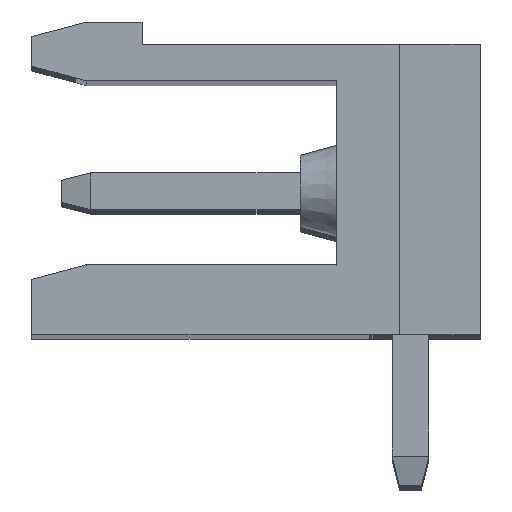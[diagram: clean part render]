
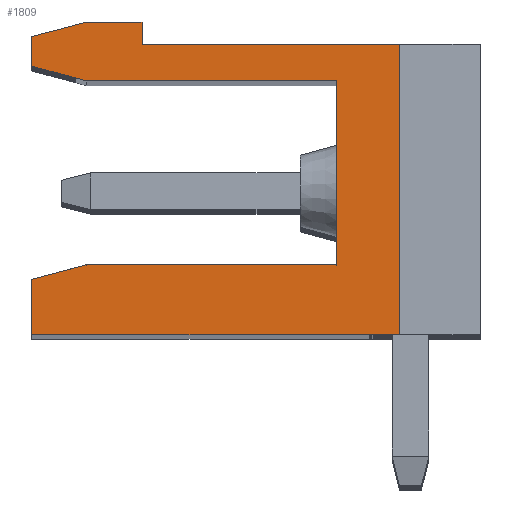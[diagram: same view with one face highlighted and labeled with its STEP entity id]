
A CAD part, top view. The second image highlights one B-rep face of the part: STEP entity #1809.
In plain terms, the highlighted planar face has unit normal (0, 0, 1).
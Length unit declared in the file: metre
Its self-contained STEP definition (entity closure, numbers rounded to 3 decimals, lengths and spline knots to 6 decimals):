
#1809=ADVANCED_FACE('',(#3935),#3936,.F.);
#3935=FACE_OUTER_BOUND('',#6388,.T.);
#3936=PLANE('',#6389);
#6388=EDGE_LOOP('',(#11631,#11632,#11633,#11634,#11635,#11636,#11637,#11638,#11639,#11640,#11641,#11642,#11643));
#6389=AXIS2_PLACEMENT_3D('',#11644,#11645,#11646);
#11631=ORIENTED_EDGE('',*,*,#16296,.T.);
#11632=ORIENTED_EDGE('',*,*,#16298,.T.);
#11633=ORIENTED_EDGE('',*,*,#16299,.T.);
#11634=ORIENTED_EDGE('',*,*,#16300,.T.);
#11635=ORIENTED_EDGE('',*,*,#16301,.T.);
#11636=ORIENTED_EDGE('',*,*,#16302,.T.);
#11637=ORIENTED_EDGE('',*,*,#16303,.T.);
#11638=ORIENTED_EDGE('',*,*,#16304,.F.);
#11639=ORIENTED_EDGE('',*,*,#16305,.F.);
#11640=ORIENTED_EDGE('',*,*,#16306,.F.);
#11641=ORIENTED_EDGE('',*,*,#16307,.F.);
#11642=ORIENTED_EDGE('',*,*,#16308,.F.);
#11643=ORIENTED_EDGE('',*,*,#16309,.T.);
#11644=CARTESIAN_POINT('',(-0.0037,0.0069,0.84324));
#11645=DIRECTION('',(0.0,0.0,-1.0));
#11646=DIRECTION('',(0.0,-1.0,0.0));
#16296=EDGE_CURVE('',#19923,#19998,#20000,.T.);
#16298=EDGE_CURVE('',#19998,#20002,#20003,.T.);
#16299=EDGE_CURVE('',#20002,#20004,#20005,.T.);
#16300=EDGE_CURVE('',#20004,#20006,#20007,.T.);
#16301=EDGE_CURVE('',#20006,#20008,#20009,.T.);
#16302=EDGE_CURVE('',#20008,#20010,#20011,.T.);
#16303=EDGE_CURVE('',#20010,#20012,#20013,.T.);
#16304=EDGE_CURVE('',#20014,#20012,#20015,.T.);
#16305=EDGE_CURVE('',#20016,#20014,#20017,.T.);
#16306=EDGE_CURVE('',#20018,#20016,#20019,.T.);
#16307=EDGE_CURVE('',#20020,#20018,#20021,.T.);
#16308=EDGE_CURVE('',#20022,#20020,#20023,.T.);
#16309=EDGE_CURVE('',#20022,#19923,#20024,.T.);
#19923=VERTEX_POINT('',#25274);
#19998=VERTEX_POINT('',#25391);
#20000=LINE('',#25394,#25395);
#20002=VERTEX_POINT('',#25397);
#20003=LINE('',#25398,#25399);
#20004=VERTEX_POINT('',#25400);
#20005=LINE('',#25401,#25402);
#20006=VERTEX_POINT('',#25403);
#20007=LINE('',#25404,#25405);
#20008=VERTEX_POINT('',#25406);
#20009=LINE('',#25407,#25408);
#20010=VERTEX_POINT('',#25409);
#20011=LINE('',#25410,#25411);
#20012=VERTEX_POINT('',#25412);
#20013=LINE('',#25413,#25414);
#20014=VERTEX_POINT('',#25415);
#20015=LINE('',#25416,#25417);
#20016=VERTEX_POINT('',#25418);
#20017=LINE('',#25419,#25420);
#20018=VERTEX_POINT('',#25421);
#20019=LINE('',#25422,#25423);
#20020=VERTEX_POINT('',#25424);
#20021=LINE('',#25425,#25426);
#20022=VERTEX_POINT('',#25427);
#20023=LINE('',#25428,#25429);
#20024=LINE('',#25430,#25431);
#25274=CARTESIAN_POINT('',(-0.012,0.,0.84324));
#25391=CARTESIAN_POINT('',(-0.002,0.,0.84324));
#25394=CARTESIAN_POINT('',(-0.012,0.,0.84324));
#25395=VECTOR('',#28535,1.0);
#25397=CARTESIAN_POINT('',(-0.002,0.0079,0.84324));
#25398=CARTESIAN_POINT('',(-0.002,0.0079,0.84324));
#25399=VECTOR('',#28536,1.0);
#25400=CARTESIAN_POINT('',(-0.009,0.0079,0.84324));
#25401=CARTESIAN_POINT('',(-0.0022,0.0079,0.84324));
#25402=VECTOR('',#28537,1.0);
#25403=CARTESIAN_POINT('',(-0.009,0.0085,0.84324));
#25404=CARTESIAN_POINT('',(-0.009,0.0081,0.84324));
#25405=VECTOR('',#28538,1.0);
#25406=CARTESIAN_POINT('',(-0.010507,0.0085,0.84324));
#25407=CARTESIAN_POINT('',(-0.009,0.0085,0.84324));
#25408=VECTOR('',#28539,1.0);
#25409=CARTESIAN_POINT('',(-0.012,0.0081,0.84324));
#25410=CARTESIAN_POINT('',(-0.010507,0.0085,0.84324));
#25411=VECTOR('',#28540,1.0);
#25412=CARTESIAN_POINT('',(-0.012,0.0073,0.84324));
#25413=CARTESIAN_POINT('',(-0.012,0.0082,0.84324));
#25414=VECTOR('',#28541,1.0);
#25415=CARTESIAN_POINT('',(-0.010507,0.0069,0.84324));
#25416=CARTESIAN_POINT('',(-0.012,0.0073,0.84324));
#25417=VECTOR('',#28542,1.0);
#25418=CARTESIAN_POINT('',(-0.0037,0.0069,0.84324));
#25419=CARTESIAN_POINT('',(-0.010507,0.0069,0.84324));
#25420=VECTOR('',#28543,1.0);
#25421=CARTESIAN_POINT('',(-0.0037,0.0019,0.84324));
#25422=CARTESIAN_POINT('',(-0.0037,0.0069,0.84324));
#25423=VECTOR('',#28544,1.0);
#25424=CARTESIAN_POINT('',(-0.0105,0.0019,0.84324));
#25425=CARTESIAN_POINT('',(-0.0037,0.0019,0.84324));
#25426=VECTOR('',#28545,1.0);
#25427=CARTESIAN_POINT('',(-0.012,0.001498,0.84324));
#25428=CARTESIAN_POINT('',(-0.0105,0.0019,0.84324));
#25429=VECTOR('',#28546,1.0);
#25430=CARTESIAN_POINT('',(-0.012,0.0082,0.84324));
#25431=VECTOR('',#28547,1.0);
#28535=DIRECTION('',(1.0,0.0,0.0));
#28536=DIRECTION('',(0.0,1.0,0.0));
#28537=DIRECTION('',(-1.0,0.0,0.0));
#28538=DIRECTION('',(0.,1.0,0.0));
#28539=DIRECTION('',(-1.0,0.0,0.0));
#28540=DIRECTION('',(-0.966,-0.259,0.0));
#28541=DIRECTION('',(0.0,-1.0,0.0));
#28542=DIRECTION('',(-0.966,0.259,0.0));
#28543=DIRECTION('',(-1.0,0.0,0.0));
#28544=DIRECTION('',(0.,1.0,0.0));
#28545=DIRECTION('',(1.0,0.0,0.0));
#28546=DIRECTION('',(0.966,0.259,0.0));
#28547=DIRECTION('',(0.0,-1.0,0.0));
